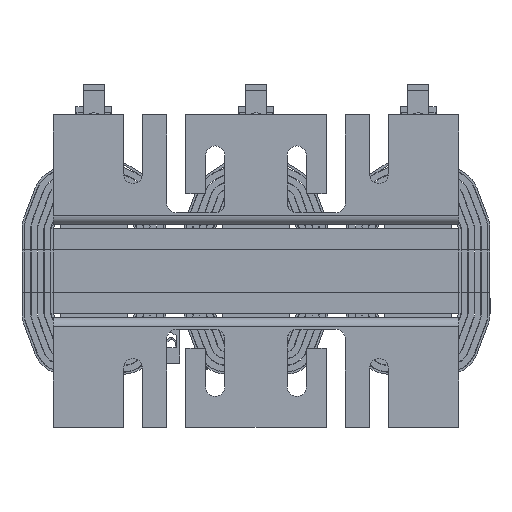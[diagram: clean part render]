
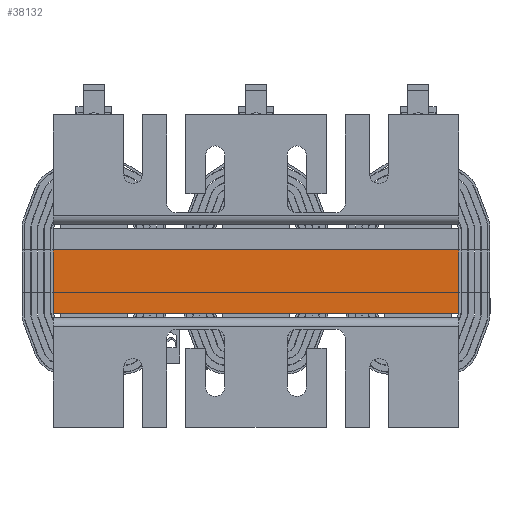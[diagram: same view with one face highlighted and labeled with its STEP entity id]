
A CAD part, front view. The second image highlights one B-rep face of the part: STEP entity #38132.
In plain terms, the highlighted planar face has unit normal (0, -1, 0).
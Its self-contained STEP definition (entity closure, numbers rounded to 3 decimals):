
#4116=FACE_OUTER_BOUND('',#6269,.T.);
#6269=EDGE_LOOP('',(#28847,#28848,#28849,#28850));
#9225=LINE('',#59253,#13326);
#9228=LINE('',#59265,#13329);
#9235=LINE('',#59285,#13336);
#9236=LINE('',#59287,#13337);
#13326=VECTOR('',#48549,0.394);
#13329=VECTOR('',#48560,0.394);
#13336=VECTOR('',#48583,0.394);
#13337=VECTOR('',#48586,0.394);
#17213=VERTEX_POINT('',#59247);
#17215=VERTEX_POINT('',#59251);
#17220=VERTEX_POINT('',#59263);
#17225=VERTEX_POINT('',#59283);
#21470=EDGE_CURVE('',#17213,#17215,#9225,.T.);
#21476=EDGE_CURVE('',#17215,#17220,#9228,.T.);
#21486=EDGE_CURVE('',#17220,#17225,#9235,.T.);
#21487=EDGE_CURVE('',#17213,#17225,#9236,.T.);
#28847=ORIENTED_EDGE('',*,*,#21470,.T.);
#28848=ORIENTED_EDGE('',*,*,#21476,.T.);
#28849=ORIENTED_EDGE('',*,*,#21486,.T.);
#28850=ORIENTED_EDGE('',*,*,#21487,.F.);
#36511=PLANE('',#42659);
#38132=ADVANCED_FACE('',(#4116),#36511,.T.);
#42659=AXIS2_PLACEMENT_3D('',#59288,#48587,#48588);
#48549=DIRECTION('',(-1.,0.,0.));
#48560=DIRECTION('',(0.,0.,-1.));
#48583=DIRECTION('',(1.,0.,0.));
#48586=DIRECTION('',(0.,0.,-1.));
#48587=DIRECTION('center_axis',(0.,-1.,0.));
#48588=DIRECTION('ref_axis',(0.,0.,-1.));
#59247=CARTESIAN_POINT('',(12.003,0.003,0.));
#59251=CARTESIAN_POINT('',(0.003,0.003,0.));
#59253=CARTESIAN_POINT('',(4.082,0.003,0.));
#59263=CARTESIAN_POINT('',(0.003,0.003,-1.875));
#59265=CARTESIAN_POINT('',(0.003,0.003,0.));
#59283=CARTESIAN_POINT('',(12.003,0.003,-1.875));
#59285=CARTESIAN_POINT('',(12.003,0.003,-1.875));
#59287=CARTESIAN_POINT('',(12.003,0.003,0.));
#59288=CARTESIAN_POINT('Origin',(12.003,0.003,0.));
